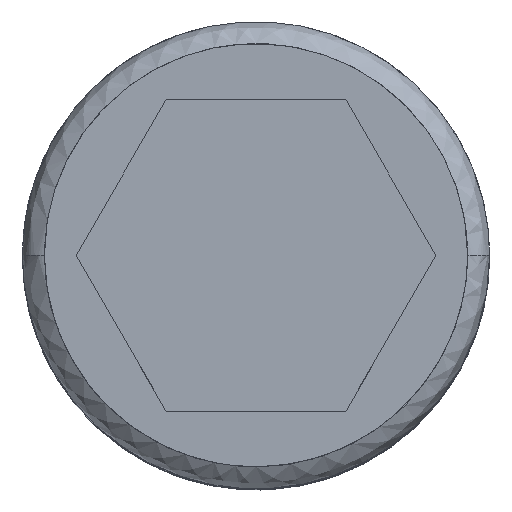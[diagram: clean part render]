
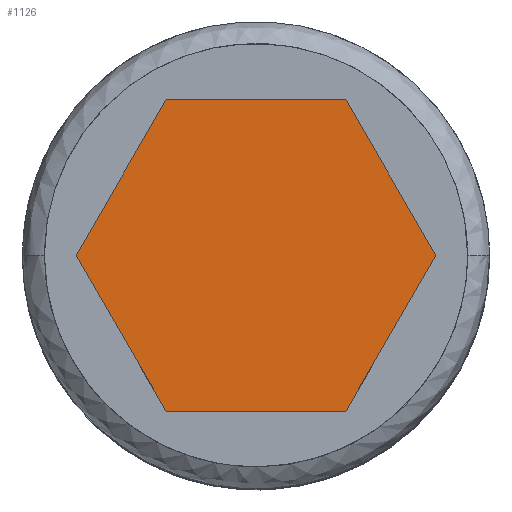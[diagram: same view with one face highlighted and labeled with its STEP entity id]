
A CAD part, top view. The second image highlights one B-rep face of the part: STEP entity #1126.
In plain terms, the highlighted planar face has unit normal (0, 0, 1).
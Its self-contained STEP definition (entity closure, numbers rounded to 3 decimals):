
#1126=ADVANCED_FACE('',(#1404),#9217,.T.);
#1404=FACE_OUTER_BOUND('',#1682,.T.);
#1682=EDGE_LOOP('',(#2057,#2058,#2059,#2060,#2061,#2062));
#2057=ORIENTED_EDGE('',*,*,#3973,.F.);
#2058=ORIENTED_EDGE('',*,*,#3971,.F.);
#2059=ORIENTED_EDGE('',*,*,#3969,.F.);
#2060=ORIENTED_EDGE('',*,*,#3967,.F.);
#2061=ORIENTED_EDGE('',*,*,#3965,.F.);
#2062=ORIENTED_EDGE('',*,*,#3963,.F.);
#3963=EDGE_CURVE('',#7311,#7312,#5874,.T.);
#3965=EDGE_CURVE('',#7312,#7313,#5876,.T.);
#3967=EDGE_CURVE('',#7313,#7314,#5878,.T.);
#3969=EDGE_CURVE('',#7314,#7315,#5880,.T.);
#3971=EDGE_CURVE('',#7315,#7316,#5882,.T.);
#3973=EDGE_CURVE('',#7316,#7311,#5884,.T.);
#5874=B_SPLINE_CURVE_WITH_KNOTS('',1,(#10127,#10128),.UNSPECIFIED.,.F.,
 .F.,(2,2),(0.,1.),.UNSPECIFIED.);
#5876=B_SPLINE_CURVE_WITH_KNOTS('',1,(#10131,#10132),.UNSPECIFIED.,.F.,
 .F.,(2,2),(1.,2.),.UNSPECIFIED.);
#5878=B_SPLINE_CURVE_WITH_KNOTS('',1,(#10135,#10136),.UNSPECIFIED.,.F.,
 .F.,(2,2),(2.,3.),.UNSPECIFIED.);
#5880=B_SPLINE_CURVE_WITH_KNOTS('',1,(#10139,#10140),.UNSPECIFIED.,.F.,
 .F.,(2,2),(3.,4.),.UNSPECIFIED.);
#5882=B_SPLINE_CURVE_WITH_KNOTS('',1,(#10143,#10144),.UNSPECIFIED.,.F.,
 .F.,(2,2),(4.,5.),.UNSPECIFIED.);
#5884=B_SPLINE_CURVE_WITH_KNOTS('',1,(#10147,#10148),.UNSPECIFIED.,.F.,
 .F.,(2,2),(5.,6.),.UNSPECIFIED.);
#7311=VERTEX_POINT('',#10107);
#7312=VERTEX_POINT('',#10108);
#7313=VERTEX_POINT('',#10109);
#7314=VERTEX_POINT('',#10110);
#7315=VERTEX_POINT('',#10111);
#7316=VERTEX_POINT('',#10112);
#9217=PLANE('',#9567);
#9567=AXIS2_PLACEMENT_3D('',#10100,#9833,$);
#9833=DIRECTION('',(0.,0.,1.));
#10100=CARTESIAN_POINT('',(-5.889,5.091,27.227));
#10107=CARTESIAN_POINT('',(-2.887,-5.008,27.227));
#10108=CARTESIAN_POINT('',(-5.774,-0.009,27.227));
#10109=CARTESIAN_POINT('',(-2.887,4.991,27.227));
#10110=CARTESIAN_POINT('',(2.887,4.991,27.227));
#10111=CARTESIAN_POINT('',(5.774,-0.009,27.227));
#10112=CARTESIAN_POINT('',(2.887,-5.008,27.227));
#10127=CARTESIAN_POINT('',(-2.887,-5.008,27.227));
#10128=CARTESIAN_POINT('',(-5.774,-0.009,27.227));
#10131=CARTESIAN_POINT('',(-5.774,-0.009,27.227));
#10132=CARTESIAN_POINT('',(-2.887,4.991,27.227));
#10135=CARTESIAN_POINT('',(-2.887,4.991,27.227));
#10136=CARTESIAN_POINT('',(2.887,4.991,27.227));
#10139=CARTESIAN_POINT('',(2.887,4.991,27.227));
#10140=CARTESIAN_POINT('',(5.774,-0.009,27.227));
#10143=CARTESIAN_POINT('',(5.774,-0.009,27.227));
#10144=CARTESIAN_POINT('',(2.887,-5.008,27.227));
#10147=CARTESIAN_POINT('',(2.887,-5.008,27.227));
#10148=CARTESIAN_POINT('',(-2.887,-5.008,27.227));
